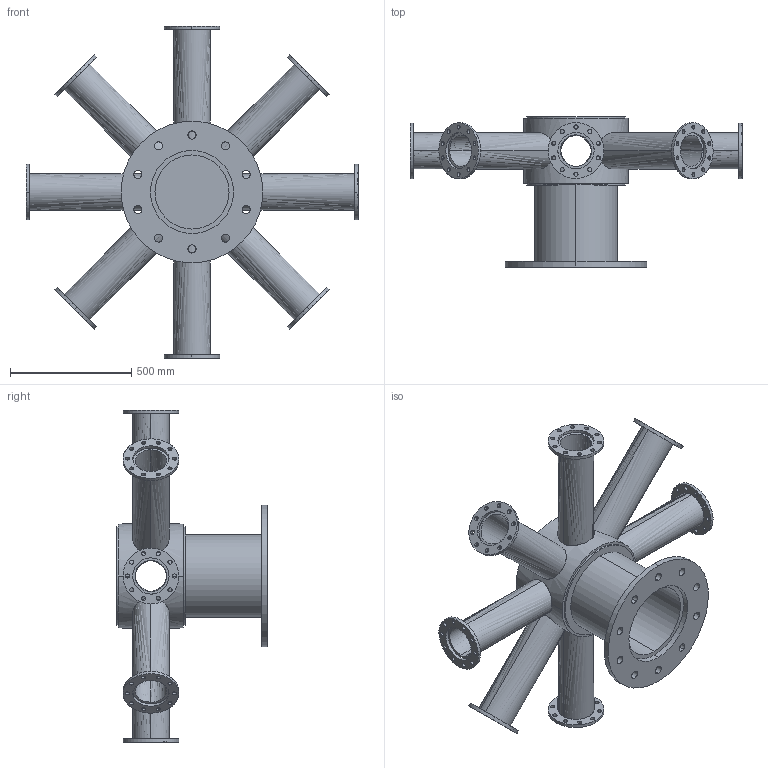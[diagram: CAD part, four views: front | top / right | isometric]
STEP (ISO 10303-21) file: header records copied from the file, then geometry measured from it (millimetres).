
FILE_DESCRIPTION(('FreeCAD Model'),'2;1');
FILE_NAME('Open CASCADE Shape Model','2025-05-09T04:18:51',('FreeCAD'),( 'FreeCAD'),'Open CASCADE STEP processor 7.6','FreeCAD','Unknown');
FILE_SCHEMA(('AUTOMOTIVE_DESIGN { 1 0 10303 214 1 1 1 1 }'));
Length unit declared in the file: millimetre
Products named in the file (1): Open CASCADE STEP translator 7.6 1
Bounding box: 1368.25 x 620.41 x 1368.25 mm (x, y, z)
Volume: 34266830.5 mm3; surface area: 5865871.6 mm2
Topology: 21 solids, 21 shells, 323 faces, 868 edges, 576 vertices
Faces by surface type: bspline 323
Entity records: 16091 total; most frequent: CARTESIAN_POINT 11041, ORIENTED_EDGE 1736, EDGE_CURVE 868, VERTEX_POINT 576, FACE_BOUND 548, EDGE_LOOP 548, B_SPLINE_CURVE_WITH_KNOTS 360, ADVANCED_FACE 323
